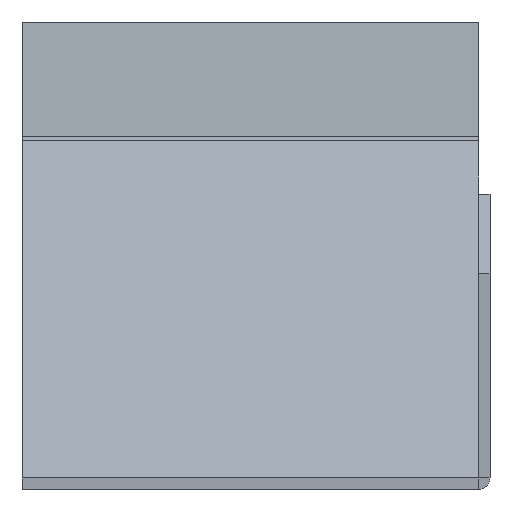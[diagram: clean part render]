
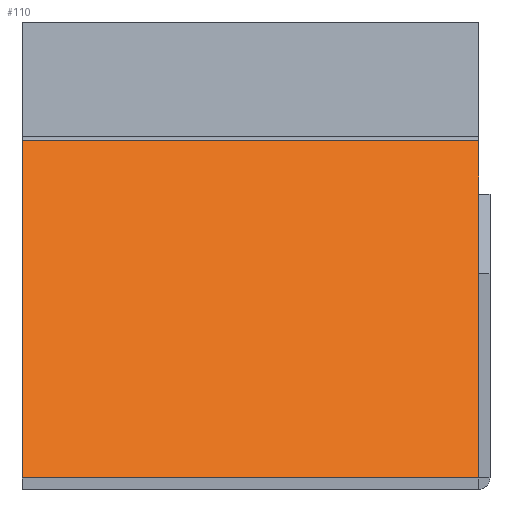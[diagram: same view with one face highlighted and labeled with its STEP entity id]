
A CAD part, left-side view. The second image highlights one B-rep face of the part: STEP entity #110.
In plain terms, the highlighted planar face has unit normal (-0.832, 0, 0.555).
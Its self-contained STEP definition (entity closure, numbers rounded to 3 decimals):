
#110 = ADVANCED_FACE( '', ( #230 ), #231, .T. );
#230 = FACE_OUTER_BOUND( '', #376, .T. );
#231 = PLANE( '', #377 );
#376 = EDGE_LOOP( '', ( #629, #630, #631, #632, #633 ) );
#377 = AXIS2_PLACEMENT_3D( '', #634, #635, #636 );
#629 = ORIENTED_EDGE( '', *, *, #820, .T. );
#630 = ORIENTED_EDGE( '', *, *, #770, .T. );
#631 = ORIENTED_EDGE( '', *, *, #795, .F. );
#632 = ORIENTED_EDGE( '', *, *, #855, .T. );
#633 = ORIENTED_EDGE( '', *, *, #856, .T. );
#634 = CARTESIAN_POINT( '', ( 39.168, 0., 0.555 ) );
#635 = DIRECTION( '', ( -0.832, 0., 0.555 ) );
#636 = DIRECTION( '', ( 0.555, 0., 0.832 ) );
#770 = EDGE_CURVE( '', #896, #897, #898, .T. );
#795 = EDGE_CURVE( '', #940, #897, #941, .T. );
#820 = EDGE_CURVE( '', #949, #896, #976, .T. );
#855 = EDGE_CURVE( '', #940, #890, #1020, .F. );
#856 = EDGE_CURVE( '', #890, #949, #1021, .F. );
#890 = VERTEX_POINT( '', #1057 );
#896 = VERTEX_POINT( '', #1064 );
#897 = VERTEX_POINT( '', #1065 );
#898 = LINE( '', #1066, #1067 );
#940 = VERTEX_POINT( '', #1135 );
#941 = LINE( '', #1136, #1137 );
#949 = VERTEX_POINT( '', #1147 );
#976 = LINE( '', #1194, #1195 );
#1020 = LINE( '', #1260, #1261 );
#1021 = LINE( '', #1262, #1263 );
#1057 = CARTESIAN_POINT( '', ( 39.465, 0., 1.001 ) );
#1064 = CARTESIAN_POINT( '', ( 56.04, -39.998, 25.862 ) );
#1065 = CARTESIAN_POINT( '', ( 59.168, -39.998, 30.554 ) );
#1066 = CARTESIAN_POINT( '', ( 59.168, -39.998, 30.554 ) );
#1067 = VECTOR( '', #1316, 1000. );
#1135 = CARTESIAN_POINT( '', ( 59.168, 0., 30.554 ) );
#1136 = CARTESIAN_POINT( '', ( 59.168, 0., 30.554 ) );
#1137 = VECTOR( '', #1337, 1000. );
#1147 = CARTESIAN_POINT( '', ( 39.465, -39.998, 1.001 ) );
#1194 = CARTESIAN_POINT( '', ( 59.168, -39.998, 30.554 ) );
#1195 = VECTOR( '', #1365, 1000. );
#1260 = CARTESIAN_POINT( '', ( 39.168, 0., 0.555 ) );
#1261 = VECTOR( '', #1393, 1000. );
#1262 = CARTESIAN_POINT( '', ( 39.465, 0., 1.001 ) );
#1263 = VECTOR( '', #1394, 1000. );
#1316 = DIRECTION( '', ( 0.555, 0., 0.832 ) );
#1337 = DIRECTION( '', ( 0., -1., 0. ) );
#1365 = DIRECTION( '', ( 0.555, 0., 0.832 ) );
#1393 = DIRECTION( '', ( 0.555, 0., 0.832 ) );
#1394 = DIRECTION( '', ( 0., 1., 0. ) );
